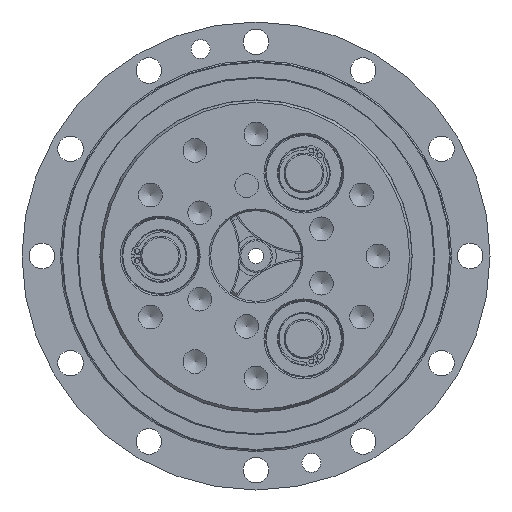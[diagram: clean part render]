
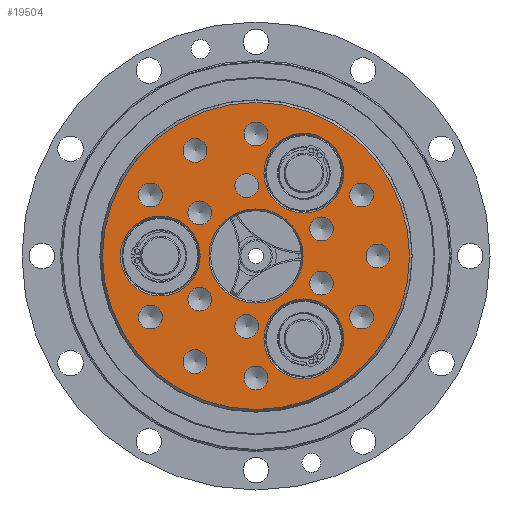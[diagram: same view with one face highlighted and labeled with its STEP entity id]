
A CAD part, left-side view. The second image highlights one B-rep face of the part: STEP entity #19504.
In plain terms, the highlighted planar face has unit normal (-1, 0, 0).
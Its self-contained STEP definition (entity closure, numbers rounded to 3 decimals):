
#337=FACE_BOUND('',#3150,.T.);
#338=FACE_BOUND('',#3151,.T.);
#339=FACE_BOUND('',#3152,.T.);
#340=FACE_BOUND('',#3153,.T.);
#341=FACE_BOUND('',#3154,.T.);
#342=FACE_BOUND('',#3155,.T.);
#343=FACE_BOUND('',#3156,.T.);
#344=FACE_BOUND('',#3157,.T.);
#345=FACE_BOUND('',#3158,.T.);
#346=FACE_BOUND('',#3159,.T.);
#347=FACE_BOUND('',#3160,.T.);
#348=FACE_BOUND('',#3161,.T.);
#349=FACE_BOUND('',#3162,.T.);
#350=FACE_BOUND('',#3163,.T.);
#351=FACE_BOUND('',#3164,.T.);
#352=FACE_BOUND('',#3165,.T.);
#353=FACE_BOUND('',#3166,.T.);
#354=FACE_BOUND('',#3167,.T.);
#355=FACE_BOUND('',#3168,.T.);
#599=PLANE('',#21360);
#1875=FACE_OUTER_BOUND('',#3149,.T.);
#3149=EDGE_LOOP('',(#14519));
#3150=EDGE_LOOP('',(#14520));
#3151=EDGE_LOOP('',(#14521));
#3152=EDGE_LOOP('',(#14522));
#3153=EDGE_LOOP('',(#14523));
#3154=EDGE_LOOP('',(#14524));
#3155=EDGE_LOOP('',(#14525));
#3156=EDGE_LOOP('',(#14526));
#3157=EDGE_LOOP('',(#14527));
#3158=EDGE_LOOP('',(#14528));
#3159=EDGE_LOOP('',(#14529));
#3160=EDGE_LOOP('',(#14530));
#3161=EDGE_LOOP('',(#14531));
#3162=EDGE_LOOP('',(#14532));
#3163=EDGE_LOOP('',(#14533));
#3164=EDGE_LOOP('',(#14534));
#3165=EDGE_LOOP('',(#14535));
#3166=EDGE_LOOP('',(#14536));
#3167=EDGE_LOOP('',(#14537));
#3168=EDGE_LOOP('',(#14538));
#6518=CIRCLE('',#21276,14.077);
#6523=CIRCLE('',#21283,14.077);
#6528=CIRCLE('',#21290,14.077);
#6531=CIRCLE('',#21294,4.188);
#6533=CIRCLE('',#21298,4.188);
#6535=CIRCLE('',#21302,4.188);
#6537=CIRCLE('',#21306,4.188);
#6539=CIRCLE('',#21310,4.188);
#6541=CIRCLE('',#21314,4.188);
#6543=CIRCLE('',#21318,4.188);
#6545=CIRCLE('',#21322,4.188);
#6547=CIRCLE('',#21326,4.188);
#6549=CIRCLE('',#21330,4.188);
#6551=CIRCLE('',#21334,4.188);
#6553=CIRCLE('',#21338,4.188);
#6555=CIRCLE('',#21342,4.188);
#6557=CIRCLE('',#21346,4.188);
#6559=CIRCLE('',#21350,4.188);
#6562=CIRCLE('',#21356,16.577);
#6565=CIRCLE('',#21361,54.134);
#8387=VERTEX_POINT('',#33753);
#8392=VERTEX_POINT('',#33767);
#8397=VERTEX_POINT('',#33781);
#8400=VERTEX_POINT('',#33789);
#8403=VERTEX_POINT('',#33798);
#8406=VERTEX_POINT('',#33807);
#8409=VERTEX_POINT('',#33816);
#8412=VERTEX_POINT('',#33825);
#8415=VERTEX_POINT('',#33834);
#8418=VERTEX_POINT('',#33843);
#8421=VERTEX_POINT('',#33852);
#8424=VERTEX_POINT('',#33861);
#8427=VERTEX_POINT('',#33870);
#8430=VERTEX_POINT('',#33879);
#8433=VERTEX_POINT('',#33888);
#8436=VERTEX_POINT('',#33897);
#8439=VERTEX_POINT('',#33906);
#8442=VERTEX_POINT('',#33915);
#8446=VERTEX_POINT('',#33928);
#8449=VERTEX_POINT('',#33938);
#10587=EDGE_CURVE('',#8387,#8387,#6518,.T.);
#10594=EDGE_CURVE('',#8392,#8392,#6523,.T.);
#10601=EDGE_CURVE('',#8397,#8397,#6528,.T.);
#10605=EDGE_CURVE('',#8400,#8400,#6531,.T.);
#10609=EDGE_CURVE('',#8403,#8403,#6533,.T.);
#10613=EDGE_CURVE('',#8406,#8406,#6535,.T.);
#10617=EDGE_CURVE('',#8409,#8409,#6537,.T.);
#10621=EDGE_CURVE('',#8412,#8412,#6539,.T.);
#10625=EDGE_CURVE('',#8415,#8415,#6541,.T.);
#10629=EDGE_CURVE('',#8418,#8418,#6543,.T.);
#10633=EDGE_CURVE('',#8421,#8421,#6545,.T.);
#10637=EDGE_CURVE('',#8424,#8424,#6547,.T.);
#10641=EDGE_CURVE('',#8427,#8427,#6549,.T.);
#10645=EDGE_CURVE('',#8430,#8430,#6551,.T.);
#10649=EDGE_CURVE('',#8433,#8433,#6553,.T.);
#10653=EDGE_CURVE('',#8436,#8436,#6555,.T.);
#10657=EDGE_CURVE('',#8439,#8439,#6557,.T.);
#10661=EDGE_CURVE('',#8442,#8442,#6559,.T.);
#10667=EDGE_CURVE('',#8446,#8446,#6562,.T.);
#10672=EDGE_CURVE('',#8449,#8449,#6565,.T.);
#14519=ORIENTED_EDGE('',*,*,#10672,.F.);
#14520=ORIENTED_EDGE('',*,*,#10667,.F.);
#14521=ORIENTED_EDGE('',*,*,#10661,.T.);
#14522=ORIENTED_EDGE('',*,*,#10657,.T.);
#14523=ORIENTED_EDGE('',*,*,#10653,.T.);
#14524=ORIENTED_EDGE('',*,*,#10649,.T.);
#14525=ORIENTED_EDGE('',*,*,#10645,.T.);
#14526=ORIENTED_EDGE('',*,*,#10641,.T.);
#14527=ORIENTED_EDGE('',*,*,#10637,.T.);
#14528=ORIENTED_EDGE('',*,*,#10633,.T.);
#14529=ORIENTED_EDGE('',*,*,#10629,.T.);
#14530=ORIENTED_EDGE('',*,*,#10625,.T.);
#14531=ORIENTED_EDGE('',*,*,#10621,.T.);
#14532=ORIENTED_EDGE('',*,*,#10617,.T.);
#14533=ORIENTED_EDGE('',*,*,#10613,.T.);
#14534=ORIENTED_EDGE('',*,*,#10609,.T.);
#14535=ORIENTED_EDGE('',*,*,#10605,.T.);
#14536=ORIENTED_EDGE('',*,*,#10594,.F.);
#14537=ORIENTED_EDGE('',*,*,#10587,.F.);
#14538=ORIENTED_EDGE('',*,*,#10601,.F.);
#19504=ADVANCED_FACE('',(#1875,#337,#338,#339,#340,#341,#342,#343,#344,
#345,#346,#347,#348,#349,#350,#351,#352,#353,#354,#355),#599,.F.);
#21276=AXIS2_PLACEMENT_3D('',#33754,#25480,#25481);
#21283=AXIS2_PLACEMENT_3D('',#33768,#25496,#25497);
#21290=AXIS2_PLACEMENT_3D('',#33782,#25512,#25513);
#21294=AXIS2_PLACEMENT_3D('',#33790,#25521,#25522);
#21298=AXIS2_PLACEMENT_3D('',#33799,#25531,#25532);
#21302=AXIS2_PLACEMENT_3D('',#33808,#25541,#25542);
#21306=AXIS2_PLACEMENT_3D('',#33817,#25551,#25552);
#21310=AXIS2_PLACEMENT_3D('',#33826,#25561,#25562);
#21314=AXIS2_PLACEMENT_3D('',#33835,#25571,#25572);
#21318=AXIS2_PLACEMENT_3D('',#33844,#25581,#25582);
#21322=AXIS2_PLACEMENT_3D('',#33853,#25591,#25592);
#21326=AXIS2_PLACEMENT_3D('',#33862,#25601,#25602);
#21330=AXIS2_PLACEMENT_3D('',#33871,#25611,#25612);
#21334=AXIS2_PLACEMENT_3D('',#33880,#25621,#25622);
#21338=AXIS2_PLACEMENT_3D('',#33889,#25631,#25632);
#21342=AXIS2_PLACEMENT_3D('',#33898,#25641,#25642);
#21346=AXIS2_PLACEMENT_3D('',#33907,#25651,#25652);
#21350=AXIS2_PLACEMENT_3D('',#33916,#25661,#25662);
#21356=AXIS2_PLACEMENT_3D('',#33929,#25676,#25677);
#21360=AXIS2_PLACEMENT_3D('',#33937,#25686,#25687);
#21361=AXIS2_PLACEMENT_3D('',#33939,#25688,#25689);
#25480=DIRECTION('center_axis',(-1.,0.,0.));
#25481=DIRECTION('ref_axis',(0.,0.,-1.));
#25496=DIRECTION('center_axis',(-1.,0.,0.));
#25497=DIRECTION('ref_axis',(0.,0.866,0.5));
#25512=DIRECTION('center_axis',(-1.,0.,0.));
#25513=DIRECTION('ref_axis',(0.,-0.866,0.5));
#25521=DIRECTION('center_axis',(1.,0.,0.));
#25522=DIRECTION('ref_axis',(0.,0.,1.));
#25531=DIRECTION('center_axis',(1.,0.,0.));
#25532=DIRECTION('ref_axis',(0.,-0.5,0.866));
#25541=DIRECTION('center_axis',(1.,0.,0.));
#25542=DIRECTION('ref_axis',(0.,-0.866,0.5));
#25551=DIRECTION('center_axis',(1.,0.,0.));
#25552=DIRECTION('ref_axis',(0.,-0.866,-0.5));
#25561=DIRECTION('center_axis',(1.,0.,0.));
#25562=DIRECTION('ref_axis',(0.,-0.5,-0.866));
#25571=DIRECTION('center_axis',(1.,0.,0.));
#25572=DIRECTION('ref_axis',(0.,0.,-1.));
#25581=DIRECTION('center_axis',(1.,0.,0.));
#25582=DIRECTION('ref_axis',(0.,0.866,-0.5));
#25591=DIRECTION('center_axis',(1.,0.,0.));
#25592=DIRECTION('ref_axis',(0.,1.,0.));
#25601=DIRECTION('center_axis',(1.,0.,0.));
#25602=DIRECTION('ref_axis',(0.,0.866,0.5));
#25611=DIRECTION('center_axis',(1.,0.,0.));
#25612=DIRECTION('ref_axis',(0.,0.,1.));
#25621=DIRECTION('center_axis',(1.,0.,0.));
#25622=DIRECTION('ref_axis',(0.,0.,1.));
#25631=DIRECTION('center_axis',(1.,0.,0.));
#25632=DIRECTION('ref_axis',(0.,-0.866,-0.5));
#25641=DIRECTION('center_axis',(1.,0.,0.));
#25642=DIRECTION('ref_axis',(0.,-0.866,-0.5));
#25651=DIRECTION('center_axis',(1.,0.,0.));
#25652=DIRECTION('ref_axis',(0.,0.866,-0.5));
#25661=DIRECTION('center_axis',(1.,0.,0.));
#25662=DIRECTION('ref_axis',(0.,0.866,-0.5));
#25676=DIRECTION('center_axis',(-1.,0.,0.));
#25677=DIRECTION('ref_axis',(0.,0.,-1.));
#25686=DIRECTION('center_axis',(1.,0.,0.));
#25687=DIRECTION('ref_axis',(0.,0.,-1.));
#25688=DIRECTION('center_axis',(1.,0.,0.));
#25689=DIRECTION('ref_axis',(0.,-1.,0.));
#33753=CARTESIAN_POINT('',(0.,33.75,14.077));
#33754=CARTESIAN_POINT('Origin',(0.,33.75,0.));
#33767=CARTESIAN_POINT('',(0.,-29.066,22.19));
#33768=CARTESIAN_POINT('Origin',(0.,-16.875,29.228));
#33781=CARTESIAN_POINT('',(0.,-4.684,-36.267));
#33782=CARTESIAN_POINT('Origin',(0.,-16.875,-29.228));
#33789=CARTESIAN_POINT('',(0.,0.,-47.188));
#33790=CARTESIAN_POINT('Origin',(0.,0.,-43.));
#33798=CARTESIAN_POINT('',(0.,23.594,-40.866));
#33799=CARTESIAN_POINT('Origin',(0.,21.5,-37.239));
#33807=CARTESIAN_POINT('',(0.,40.866,-23.594));
#33808=CARTESIAN_POINT('Origin',(0.,37.239,-21.5));
#33816=CARTESIAN_POINT('',(0.,40.866,23.594));
#33817=CARTESIAN_POINT('Origin',(0.,37.239,21.5));
#33825=CARTESIAN_POINT('',(0.,23.594,40.866));
#33826=CARTESIAN_POINT('Origin',(0.,21.5,37.239));
#33834=CARTESIAN_POINT('',(0.,0.,47.188));
#33835=CARTESIAN_POINT('Origin',(0.,0.,43.));
#33843=CARTESIAN_POINT('',(0.,-40.866,23.594));
#33844=CARTESIAN_POINT('Origin',(0.,-37.239,21.5));
#33852=CARTESIAN_POINT('',(0.,-47.188,0.));
#33853=CARTESIAN_POINT('Origin',(0.,-43.,0.));
#33861=CARTESIAN_POINT('',(0.,-40.866,-23.594));
#33862=CARTESIAN_POINT('Origin',(0.,-37.239,-21.5));
#33870=CARTESIAN_POINT('',(0.,19.834,-19.407));
#33871=CARTESIAN_POINT('Origin',(0.,19.834,-15.219));
#33879=CARTESIAN_POINT('',(0.,3.263,-28.974));
#33880=CARTESIAN_POINT('Origin',(0.,3.263,-24.786));
#33888=CARTESIAN_POINT('',(0.,23.461,17.313));
#33889=CARTESIAN_POINT('Origin',(0.,19.834,15.219));
#33897=CARTESIAN_POINT('',(0.,6.89,26.88));
#33898=CARTESIAN_POINT('Origin',(0.,3.263,24.786));
#33906=CARTESIAN_POINT('',(0.,-26.724,11.661));
#33907=CARTESIAN_POINT('Origin',(0.,-23.097,9.567));
#33915=CARTESIAN_POINT('',(0.,-26.724,-7.473));
#33916=CARTESIAN_POINT('Origin',(0.,-23.097,-9.567));
#33928=CARTESIAN_POINT('',(0.,0.,16.577));
#33929=CARTESIAN_POINT('Origin',(0.,0.,0.));
#33937=CARTESIAN_POINT('Origin',(0.,0.,0.));
#33938=CARTESIAN_POINT('',(0.,54.134,0.));
#33939=CARTESIAN_POINT('Origin',(0.,0.,0.));
